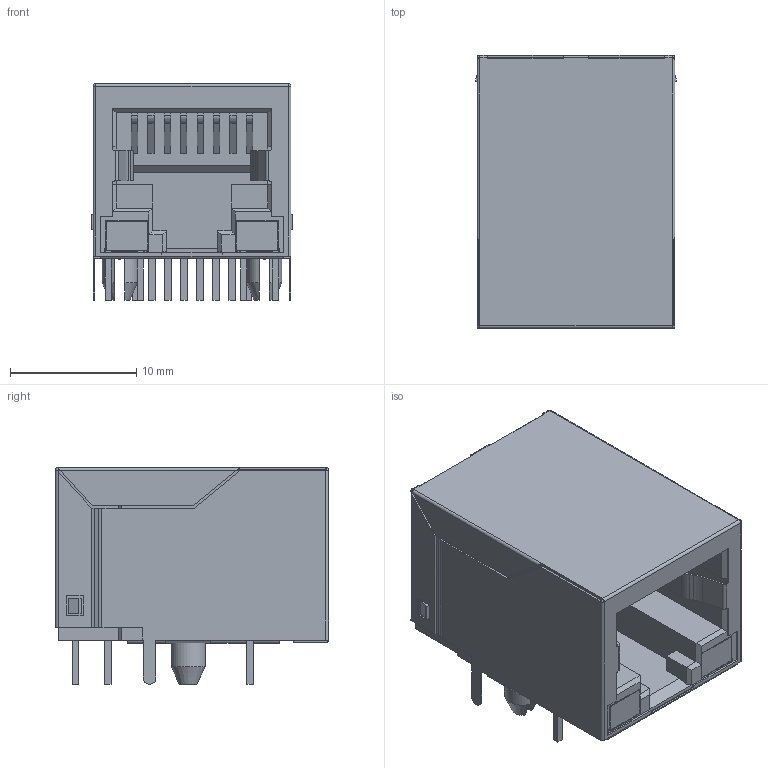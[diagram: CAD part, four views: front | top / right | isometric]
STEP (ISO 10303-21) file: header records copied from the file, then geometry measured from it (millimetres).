
FILE_DESCRIPTION(/* description */ (''),/* implementation_level */ '2;1');
FILE_NAME(/* name */ 'RJ45-TH_HR911105A.step',/* time_stamp */ '2024-08-15T23:57:30+02:00',/* author */ (''),/* organization */ (''),/* preprocessor_version */ 'ST-DEVELOPER v20',/* originating_system */ 'Autodesk Translation Framework v13.14.0.145',/* authorisation */ '');
FILE_SCHEMA (('AUTOMOTIVE_DESIGN { 1 0 10303 214 3 1 1 }'));
Length unit declared in the file: millimetre
Products named in the file (1): RJ45-TH_HR911105A
Bounding box: 15.87 x 21.59 x 17.14 mm (x, y, z)
Volume: 3251.4 mm3; surface area: 5337.6 mm2
Topology: 2 solids, 2 shells, 470 faces, 1310 edges, 854 vertices
Faces by surface type: plane 378, cylinder 84, cone 4, sphere 4
Entity records: 15438 total; most frequent: CARTESIAN_POINT 2657, ORIENTED_EDGE 2620, DIRECTION 2426, EDGE_CURVE 1310, LINE 1118, VECTOR 1118, VERTEX_POINT 854, AXIS2_PLACEMENT_3D 654
